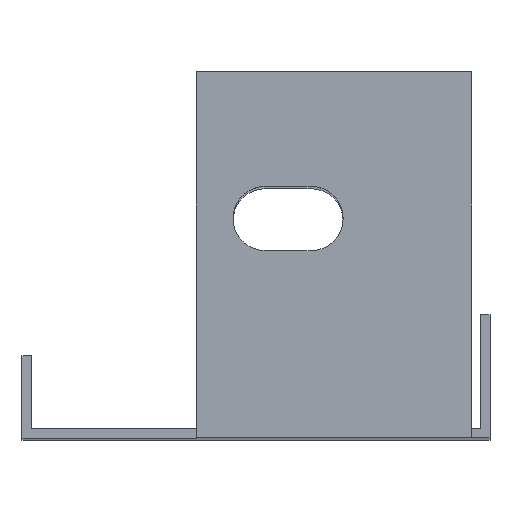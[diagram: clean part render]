
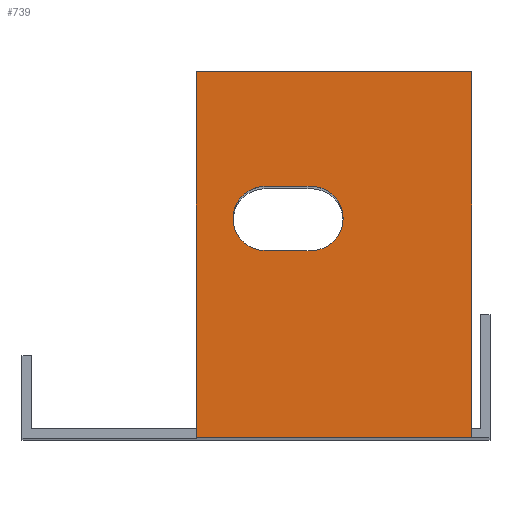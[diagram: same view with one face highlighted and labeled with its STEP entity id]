
A CAD part, top view. The second image highlights one B-rep face of the part: STEP entity #739.
In plain terms, the highlighted planar face has unit normal (0, 0, 1).
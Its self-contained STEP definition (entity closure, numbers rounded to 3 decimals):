
#18=FACE_BOUND('',#69,.T.);
#22=CIRCLE('',#799,3.5);
#23=CIRCLE('',#800,3.5);
#32=FACE_OUTER_BOUND('',#68,.T.);
#68=EDGE_LOOP('',(#482,#483,#484,#485,#486,#487));
#69=EDGE_LOOP('',(#488,#489,#490,#491));
#119=LINE('',#1054,#213);
#123=LINE('',#1062,#217);
#124=LINE('',#1064,#218);
#125=LINE('',#1066,#219);
#126=LINE('',#1068,#220);
#127=LINE('',#1069,#221);
#128=LINE('',#1074,#222);
#129=LINE('',#1077,#223);
#213=VECTOR('',#859,10.);
#217=VECTOR('',#865,10.);
#218=VECTOR('',#866,10.);
#219=VECTOR('',#867,10.);
#220=VECTOR('',#868,10.);
#221=VECTOR('',#869,10.);
#222=VECTOR('',#872,10.);
#223=VECTOR('',#875,10.);
#306=VERTEX_POINT('',#1051);
#307=VERTEX_POINT('',#1053);
#310=VERTEX_POINT('',#1061);
#311=VERTEX_POINT('',#1063);
#312=VERTEX_POINT('',#1065);
#313=VERTEX_POINT('',#1067);
#314=VERTEX_POINT('',#1070);
#315=VERTEX_POINT('',#1071);
#316=VERTEX_POINT('',#1073);
#317=VERTEX_POINT('',#1075);
#375=EDGE_CURVE('',#306,#307,#119,.T.);
#379=EDGE_CURVE('',#310,#306,#123,.T.);
#380=EDGE_CURVE('',#311,#310,#124,.T.);
#381=EDGE_CURVE('',#312,#311,#125,.T.);
#382=EDGE_CURVE('',#313,#312,#126,.T.);
#383=EDGE_CURVE('',#307,#313,#127,.T.);
#384=EDGE_CURVE('',#314,#315,#22,.T.);
#385=EDGE_CURVE('',#315,#316,#128,.T.);
#386=EDGE_CURVE('',#316,#317,#23,.T.);
#387=EDGE_CURVE('',#317,#314,#129,.T.);
#482=ORIENTED_EDGE('',*,*,#379,.F.);
#483=ORIENTED_EDGE('',*,*,#380,.F.);
#484=ORIENTED_EDGE('',*,*,#381,.F.);
#485=ORIENTED_EDGE('',*,*,#382,.F.);
#486=ORIENTED_EDGE('',*,*,#383,.F.);
#487=ORIENTED_EDGE('',*,*,#375,.F.);
#488=ORIENTED_EDGE('',*,*,#384,.T.);
#489=ORIENTED_EDGE('',*,*,#385,.T.);
#490=ORIENTED_EDGE('',*,*,#386,.T.);
#491=ORIENTED_EDGE('',*,*,#387,.T.);
#670=PLANE('',#798);
#739=ADVANCED_FACE('',(#32,#18),#670,.F.);
#798=AXIS2_PLACEMENT_3D('',#1060,#863,#864);
#799=AXIS2_PLACEMENT_3D('',#1072,#870,#871);
#800=AXIS2_PLACEMENT_3D('',#1076,#873,#874);
#859=DIRECTION('',(-1.,0.,0.));
#863=DIRECTION('center_axis',(0.,0.,-1.));
#864=DIRECTION('ref_axis',(0.,1.,0.));
#865=DIRECTION('',(0.,-1.,0.));
#866=DIRECTION('',(0.,-1.,0.));
#867=DIRECTION('',(1.,0.,0.));
#868=DIRECTION('',(0.,1.,0.));
#869=DIRECTION('',(0.,1.,0.));
#870=DIRECTION('center_axis',(0.,0.,-1.));
#871=DIRECTION('ref_axis',(0.,-1.,0.));
#872=DIRECTION('',(1.,0.,0.));
#873=DIRECTION('center_axis',(0.,0.,-1.));
#874=DIRECTION('ref_axis',(0.,1.,0.));
#875=DIRECTION('',(-1.,0.,0.));
#1051=CARTESIAN_POINT('',(0.,-1.,-38.));
#1053=CARTESIAN_POINT('',(-30.,-1.,-38.));
#1054=CARTESIAN_POINT('',(-18.719,-1.,-38.));
#1060=CARTESIAN_POINT('Origin',(-18.719,-74.581,-38.));
#1061=CARTESIAN_POINT('',(0.,1.,-38.));
#1062=CARTESIAN_POINT('',(0.,-36.791,-38.));
#1063=CARTESIAN_POINT('',(0.,38.919,-38.));
#1064=CARTESIAN_POINT('',(0.,38.919,-38.));
#1065=CARTESIAN_POINT('',(-30.,38.919,-38.));
#1066=CARTESIAN_POINT('',(-30.,38.919,-38.));
#1067=CARTESIAN_POINT('',(-30.,1.,-38.));
#1068=CARTESIAN_POINT('',(-30.,-11.081,-38.));
#1069=CARTESIAN_POINT('',(-30.,-38.666,-38.));
#1070=CARTESIAN_POINT('',(-22.5,19.419,-38.));
#1071=CARTESIAN_POINT('',(-22.5,26.419,-38.));
#1072=CARTESIAN_POINT('Origin',(-22.5,22.919,-38.));
#1073=CARTESIAN_POINT('',(-17.5,26.419,-38.));
#1074=CARTESIAN_POINT('',(-18.109,26.419,-38.));
#1075=CARTESIAN_POINT('',(-17.5,19.419,-38.));
#1076=CARTESIAN_POINT('Origin',(-17.5,22.919,-38.));
#1077=CARTESIAN_POINT('',(-20.609,19.419,-38.));
